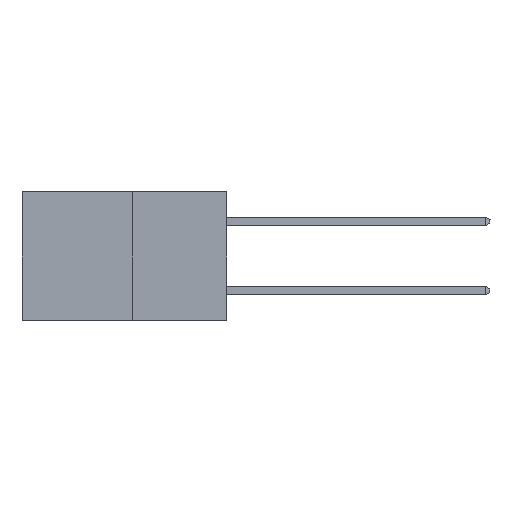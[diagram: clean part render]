
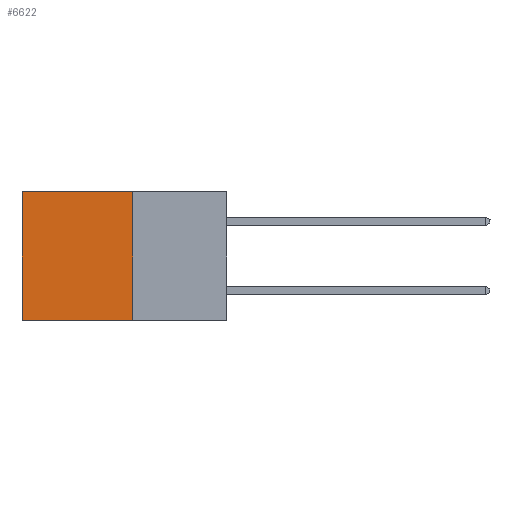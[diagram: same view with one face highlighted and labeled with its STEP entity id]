
A CAD part, left-side view. The second image highlights one B-rep face of the part: STEP entity #6622.
In plain terms, the highlighted planar face has unit normal (-1, 0, 0).
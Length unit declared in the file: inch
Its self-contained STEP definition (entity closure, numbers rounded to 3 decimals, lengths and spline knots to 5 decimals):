
#157 = CARTESIAN_POINT ( 'NONE',  ( 0.277, 0.27, -0.37 ) ) ;
#232 = DIRECTION ( 'NONE',  ( 0., 0., -1. ) ) ;
#398 = VERTEX_POINT ( 'NONE', #14926 ) ;
#1926 = DIRECTION ( 'NONE',  ( 0., 1., 0. ) ) ;
#2672 = DIRECTION ( 'NONE',  ( 0., 0., -1. ) ) ;
#3048 = DIRECTION ( 'NONE',  ( 1., 0., 0. ) ) ;
#3196 = PLANE ( 'NONE',  #21705 ) ;
#3698 = ORIENTED_EDGE ( 'NONE', *, *, #14897, .F. ) ;
#4206 = FACE_OUTER_BOUND ( 'NONE', #13096, .T. ) ;
#4625 = CARTESIAN_POINT ( 'NONE',  ( 0.277, 0.27, -0.37 ) ) ;
#4641 = VERTEX_POINT ( 'NONE', #19323 ) ;
#6622 = ADVANCED_FACE ( 'NONE', ( #4206 ), #3196, .F. ) ;
#7860 = DIRECTION ( 'NONE',  ( 0., 1., 0. ) ) ;
#8538 = CARTESIAN_POINT ( 'NONE',  ( 0.277, 0.27, -0.37 ) ) ;
#8814 = VECTOR ( 'NONE', #1926, 39.37008 ) ;
#9109 = ORIENTED_EDGE ( 'NONE', *, *, #10074, .T. ) ;
#10034 = VECTOR ( 'NONE', #18793, 39.37008 ) ;
#10074 = EDGE_CURVE ( 'NONE', #398, #17841, #22270, .T. ) ;
#10945 = CARTESIAN_POINT ( 'NONE',  ( 0.277, 0.27, -0.37 ) ) ;
#11192 = EDGE_CURVE ( 'NONE', #13219, #4641, #17952, .T. ) ;
#11226 = EDGE_CURVE ( 'NONE', #17841, #4641, #13348, .T. ) ;
#11582 = ORIENTED_EDGE ( 'NONE', *, *, #11192, .F. ) ;
#12453 = CARTESIAN_POINT ( 'NONE',  ( 0.277, 0.59, -0.37 ) ) ;
#13096 = EDGE_LOOP ( 'NONE', ( #13397, #11582, #3698, #9109 ) ) ;
#13219 = VERTEX_POINT ( 'NONE', #10945 ) ;
#13348 = LINE ( 'NONE', #12453, #16872 ) ;
#13397 = ORIENTED_EDGE ( 'NONE', *, *, #11226, .T. ) ;
#14897 = EDGE_CURVE ( 'NONE', #398, #13219, #18587, .T. ) ;
#14926 = CARTESIAN_POINT ( 'NONE',  ( 0.277, 0.27, 0. ) ) ;
#15291 = VECTOR ( 'NONE', #7860, 39.37008 ) ;
#16872 = VECTOR ( 'NONE', #232, 39.37008 ) ;
#17841 = VERTEX_POINT ( 'NONE', #19642 ) ;
#17952 = LINE ( 'NONE', #157, #8814 ) ;
#18151 = CARTESIAN_POINT ( 'NONE',  ( 0.277, 0.27, 0. ) ) ;
#18587 = LINE ( 'NONE', #8538, #10034 ) ;
#18793 = DIRECTION ( 'NONE',  ( 0., 0., -1. ) ) ;
#19323 = CARTESIAN_POINT ( 'NONE',  ( 0.277, 0.59, -0.37 ) ) ;
#19642 = CARTESIAN_POINT ( 'NONE',  ( 0.277, 0.59, 0. ) ) ;
#21705 = AXIS2_PLACEMENT_3D ( 'NONE', #4625, #3048, #2672 ) ;
#22270 = LINE ( 'NONE', #18151, #15291 ) ;
